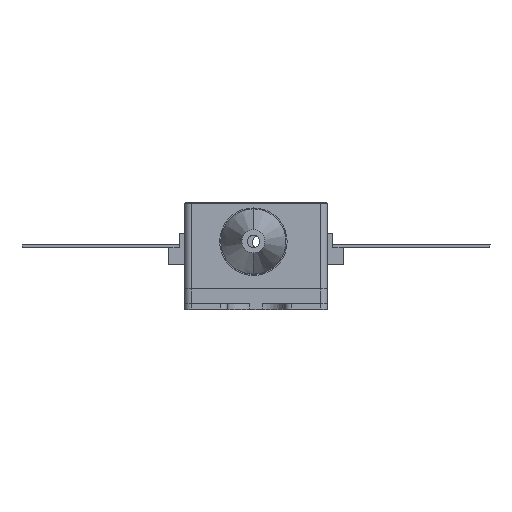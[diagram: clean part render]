
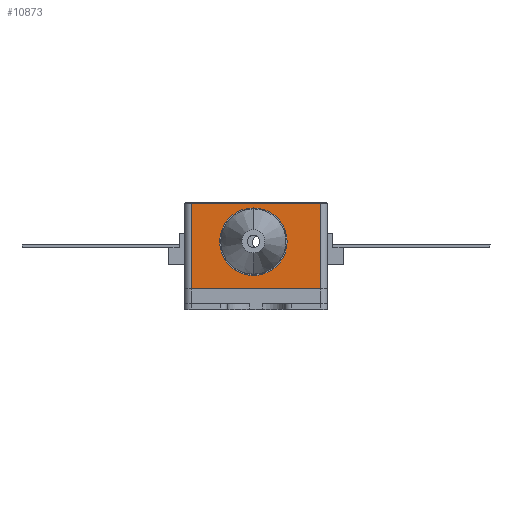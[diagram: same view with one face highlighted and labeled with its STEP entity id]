
A CAD part, top view. The second image highlights one B-rep face of the part: STEP entity #10873.
In plain terms, the highlighted planar face has unit normal (0, 0, 1).
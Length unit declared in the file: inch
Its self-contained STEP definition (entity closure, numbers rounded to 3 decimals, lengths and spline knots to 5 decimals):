
#47 = VERTEX_POINT ( 'NONE', #12060 ) ;
#740 = CARTESIAN_POINT ( 'NONE',  ( -3.88753, -0.77667, 3.01705 ) ) ;
#829 = ORIENTED_EDGE ( 'NONE', *, *, #14297, .T. ) ;
#1037 = EDGE_CURVE ( 'NONE', #11232, #47, #13389, .T. ) ;
#1478 = EDGE_CURVE ( 'NONE', #2280, #11232, #4334, .T. ) ;
#1586 = CARTESIAN_POINT ( 'NONE',  ( -4.1047, -0.64281, 3.01705 ) ) ;
#1617 = CARTESIAN_POINT ( 'NONE',  ( -4.12832, -0.94202, 3.01705 ) ) ;
#2040 = CARTESIAN_POINT ( 'NONE',  ( -4.1047, -0.94202, 3.01705 ) ) ;
#2280 = VERTEX_POINT ( 'NONE', #1586 ) ;
#2513 = CARTESIAN_POINT ( 'NONE',  ( -3.65194, -0.64281, 3.01705 ) ) ;
#2986 = VERTEX_POINT ( 'NONE', #7851 ) ;
#3299 = FACE_OUTER_BOUND ( 'NONE', #6196, .T. ) ;
#3435 = DIRECTION ( 'NONE',  ( 0., 1., 0. ) ) ;
#3475 = ORIENTED_EDGE ( 'NONE', *, *, #6280, .F. ) ;
#4102 = ORIENTED_EDGE ( 'NONE', *, *, #1037, .T. ) ;
#4334 = LINE ( 'NONE', #2040, #16106 ) ;
#4783 = EDGE_CURVE ( 'NONE', #47, #11512, #20670, .T. ) ;
#5246 = AXIS2_PLACEMENT_3D ( 'NONE', #14029, #19058, #6996 ) ;
#5302 = CIRCLE ( 'NONE', #18939, 0.0625 ) ;
#5864 = CARTESIAN_POINT ( 'NONE',  ( -3.88753, -0.77667, 3.01705 ) ) ;
#6124 = DIRECTION ( 'NONE',  ( 0., 0., 1. ) ) ;
#6196 = EDGE_LOOP ( 'NONE', ( #829, #16911, #4102, #15007 ) ) ;
#6280 = EDGE_CURVE ( 'NONE', #20275, #2986, #18763, .T. ) ;
#6353 = DIRECTION ( 'NONE',  ( 1., 0., 0. ) ) ;
#6850 = DIRECTION ( 'NONE',  ( 1., 0., 0. ) ) ;
#6996 = DIRECTION ( 'NONE',  ( 1., 0., 0. ) ) ;
#7051 = EDGE_CURVE ( 'NONE', #2986, #20275, #5302, .T. ) ;
#7241 = LINE ( 'NONE', #15913, #21745 ) ;
#7851 = CARTESIAN_POINT ( 'NONE',  ( -3.82503, -0.77667, 3.01705 ) ) ;
#10873 = ADVANCED_FACE ( 'NONE', ( #21609, #3299 ), #13867, .T. ) ;
#11232 = VERTEX_POINT ( 'NONE', #11326 ) ;
#11326 = CARTESIAN_POINT ( 'NONE',  ( -4.1047, -0.94202, 3.01705 ) ) ;
#11512 = VERTEX_POINT ( 'NONE', #2513 ) ;
#12060 = CARTESIAN_POINT ( 'NONE',  ( -3.65194, -0.94202, 3.01705 ) ) ;
#12157 = CARTESIAN_POINT ( 'NONE',  ( -3.65194, -0.64281, 3.01705 ) ) ;
#13128 = CARTESIAN_POINT ( 'NONE',  ( -3.95003, -0.77667, 3.01705 ) ) ;
#13129 = VECTOR ( 'NONE', #6850, 39.37008 ) ;
#13389 = LINE ( 'NONE', #1617, #13129 ) ;
#13867 = PLANE ( 'NONE',  #5246 ) ;
#14029 = CARTESIAN_POINT ( 'NONE',  ( -4.12832, -0.94202, 3.01705 ) ) ;
#14297 = EDGE_CURVE ( 'NONE', #11512, #2280, #7241, .T. ) ;
#14744 = DIRECTION ( 'NONE',  ( 0., 0., 1. ) ) ;
#15007 = ORIENTED_EDGE ( 'NONE', *, *, #4783, .T. ) ;
#15913 = CARTESIAN_POINT ( 'NONE',  ( -4.12832, -0.64281, 3.01705 ) ) ;
#16106 = VECTOR ( 'NONE', #17657, 39.37008 ) ;
#16296 = VECTOR ( 'NONE', #3435, 39.37008 ) ;
#16911 = ORIENTED_EDGE ( 'NONE', *, *, #1478, .T. ) ;
#17643 = DIRECTION ( 'NONE',  ( -1., 0., 0. ) ) ;
#17657 = DIRECTION ( 'NONE',  ( 0., -1., 0. ) ) ;
#17833 = EDGE_LOOP ( 'NONE', ( #20228, #3475 ) ) ;
#17923 = DIRECTION ( 'NONE',  ( 1., 0., 0. ) ) ;
#18763 = CIRCLE ( 'NONE', #20696, 0.0625 ) ;
#18939 = AXIS2_PLACEMENT_3D ( 'NONE', #740, #6124, #6353 ) ;
#19058 = DIRECTION ( 'NONE',  ( 0., 0., 1. ) ) ;
#20228 = ORIENTED_EDGE ( 'NONE', *, *, #7051, .F. ) ;
#20275 = VERTEX_POINT ( 'NONE', #13128 ) ;
#20670 = LINE ( 'NONE', #12157, #16296 ) ;
#20696 = AXIS2_PLACEMENT_3D ( 'NONE', #5864, #14744, #17923 ) ;
#21609 = FACE_BOUND ( 'NONE', #17833, .T. ) ;
#21745 = VECTOR ( 'NONE', #17643, 39.37008 ) ;
